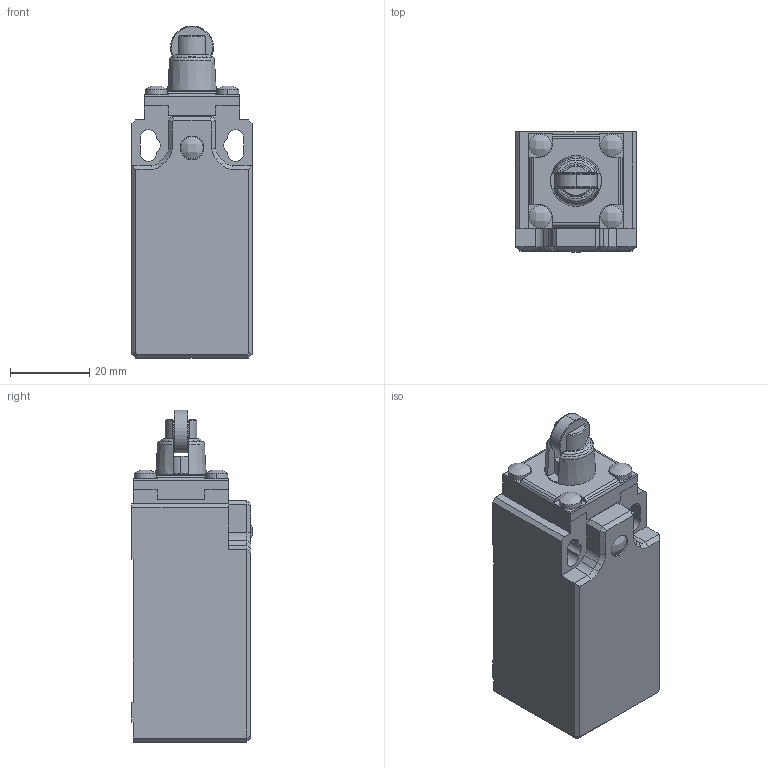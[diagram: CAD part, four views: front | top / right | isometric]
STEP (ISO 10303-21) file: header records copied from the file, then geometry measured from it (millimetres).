
FILE_DESCRIPTION (( 'STEP AP214' ), '1' );
FILE_NAME ('AAP2T13Z11.step', '2017-12-19T20:59:25', ( '' ), ( '' ), 'SwSTEP 2.0', 'SolidWorks 2017', '' );
FILE_SCHEMA (( 'AUTOMOTIVE_DESIGN' ));
Length unit declared in the file: inch
Products named in the file (1): AAP2T13Z11
Bounding box: 30.3 x 30.36 x 83.6 mm (x, y, z)
Volume: 55247.5 mm3; surface area: 13736.8 mm2
Topology: 4 solids, 4 shells, 202 faces, 533 edges, 348 vertices
Faces by surface type: plane 115, cylinder 60, cone 14, bspline 13
Entity records: 9199 total; most frequent: CARTESIAN_POINT 1473, ORIENTED_EDGE 1066, DIRECTION 1033, EDGE_CURVE 533, VERTEX_POINT 348, AXIS2_PLACEMENT_3D 348, LINE 337, VECTOR 337
